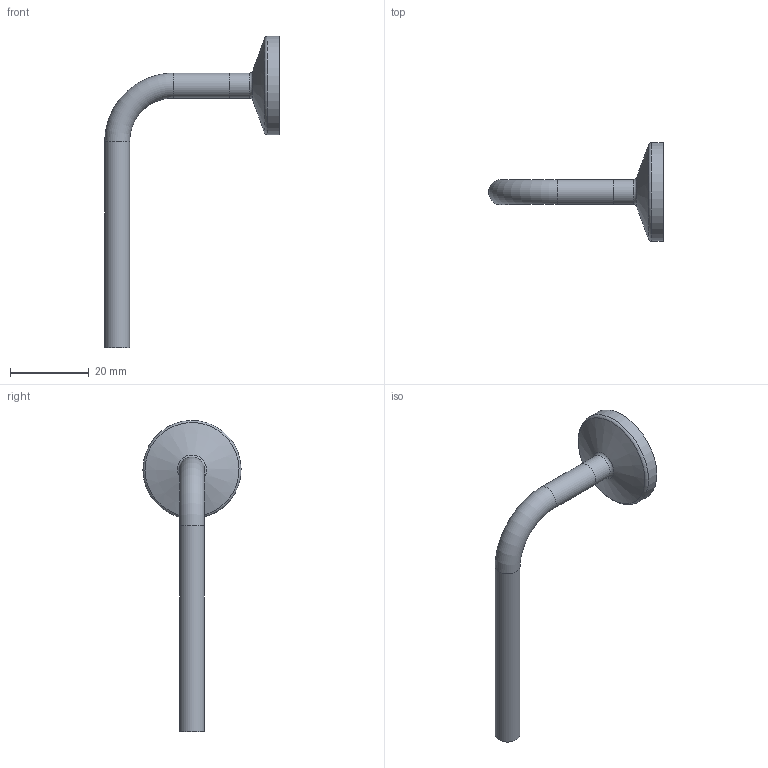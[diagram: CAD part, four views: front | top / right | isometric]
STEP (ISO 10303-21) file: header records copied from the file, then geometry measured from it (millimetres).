
FILE_DESCRIPTION(('Hygienic Clamp Joint-6,35x0,89'),'2;1');
FILE_NAME('E090_CC_6,35x0,89_MR14,3_L66,7_Fl25_00.stp','2013-09-04T15:17:15',(''),('DOCKWEILER AG'),'Autodesk Inventor 2012','Autodesk Inventor 2012','');
FILE_SCHEMA(('CONFIG_CONTROL_DESIGN'));
Length unit declared in the file: millimetre
Products named in the file (3): N0001_005_001; N0001_001_001_04; N0003_003_001_06
Assembly tree (2 placements, depth 2):
  N0001_005_001
    N0001_001_001_04
    N0003_003_001_06
Bounding box: 44.48 x 24.99 x 79.2 mm (x, y, z)
Volume: 3382.3 mm3; surface area: 4780 mm2
Topology: 2 solids, 2 shells, 22 faces, 40 edges, 23 vertices
Faces by surface type: cylinder 8, torus 7, plane 5, cone 2
Full cylindrical faces by diameter (mm): 4.57 x3, 6.35 x3, 21.92 x1, 25 x1
Entity records: 563 total; most frequent: DIRECTION 98, CARTESIAN_POINT 71, AXIS2_PLACEMENT_3D 49, ORIENTED_EDGE 44, EDGE_LOOP 44, STYLED_ITEM 23, VERTEX_POINT 22, CIRCLE 22
